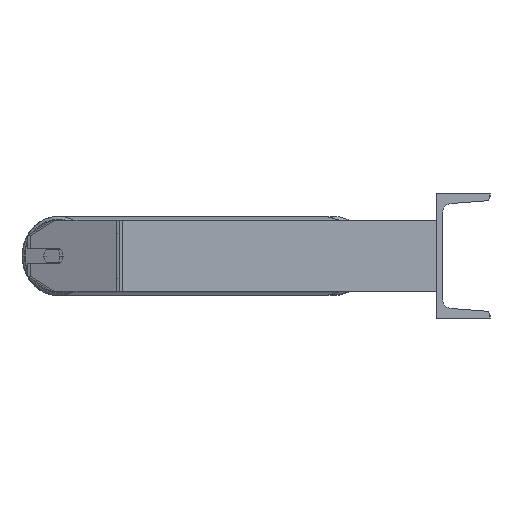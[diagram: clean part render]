
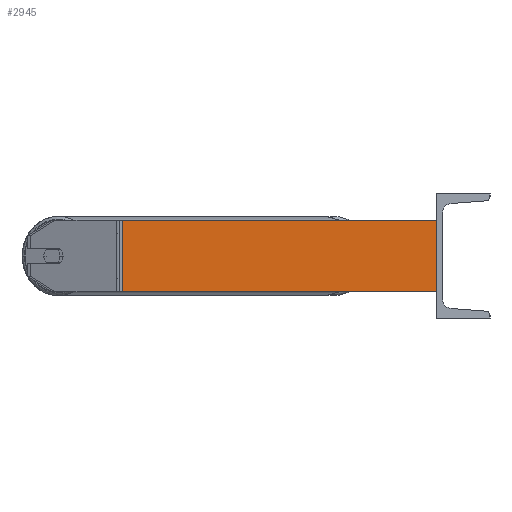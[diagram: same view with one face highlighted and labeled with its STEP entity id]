
A CAD part, left-side view. The second image highlights one B-rep face of the part: STEP entity #2945.
In plain terms, the highlighted planar face has unit normal (-1, 0, 0).
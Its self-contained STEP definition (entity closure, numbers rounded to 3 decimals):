
#705 = CARTESIAN_POINT ( 'NONE',  ( -1085., 356.611, 40. ) ) ;
#906 = VERTEX_POINT ( 'NONE', #6788 ) ;
#1033 = EDGE_CURVE ( 'NONE', #906, #3637, #2739, .T. ) ;
#2260 = EDGE_CURVE ( 'NONE', #6468, #906, #2364, .T. ) ;
#2339 = CARTESIAN_POINT ( 'NONE',  ( -1085., 356.611, 40. ) ) ;
#2363 = VECTOR ( 'NONE', #5282, 1000. ) ;
#2364 = LINE ( 'NONE', #5194, #2363 ) ;
#2445 = FACE_OUTER_BOUND ( 'NONE', #5607, .T. ) ;
#2739 = LINE ( 'NONE', #5522, #4397 ) ;
#2907 = DIRECTION ( 'NONE',  ( 0., -1., 0. ) ) ;
#2945 = ADVANCED_FACE ( 'NONE', ( #2445 ), #8631, .F. ) ;
#3099 = ORIENTED_EDGE ( 'NONE', *, *, #1033, .T. ) ;
#3624 = DIRECTION ( 'NONE',  ( 0., 0., -1. ) ) ;
#3637 = VERTEX_POINT ( 'NONE', #7478 ) ;
#3849 = ORIENTED_EDGE ( 'NONE', *, *, #6312, .F. ) ;
#4269 = AXIS2_PLACEMENT_3D ( 'NONE', #2339, #7878, #6615 ) ;
#4397 = VECTOR ( 'NONE', #8294, 1000. ) ;
#4844 = ORIENTED_EDGE ( 'NONE', *, *, #2260, .T. ) ;
#4858 = LINE ( 'NONE', #6229, #8975 ) ;
#5194 = CARTESIAN_POINT ( 'NONE',  ( -1085., 353.064, 40. ) ) ;
#5282 = DIRECTION ( 'NONE',  ( 0., 0., -1. ) ) ;
#5522 = CARTESIAN_POINT ( 'NONE',  ( -1085., 356.611, -40. ) ) ;
#5607 = EDGE_LOOP ( 'NONE', ( #3099, #3849, #6222, #4844 ) ) ;
#6222 = ORIENTED_EDGE ( 'NONE', *, *, #7584, .F. ) ;
#6229 = CARTESIAN_POINT ( 'NONE',  ( -1085., 0., 40. ) ) ;
#6312 = EDGE_CURVE ( 'NONE', #8611, #3637, #4858, .T. ) ;
#6405 = LINE ( 'NONE', #705, #7394 ) ;
#6468 = VERTEX_POINT ( 'NONE', #7989 ) ;
#6615 = DIRECTION ( 'NONE',  ( 0., 1., 0. ) ) ;
#6788 = CARTESIAN_POINT ( 'NONE',  ( -1085., 353.064, -40. ) ) ;
#7394 = VECTOR ( 'NONE', #2907, 1000. ) ;
#7478 = CARTESIAN_POINT ( 'NONE',  ( -1085., 0., -40. ) ) ;
#7584 = EDGE_CURVE ( 'NONE', #6468, #8611, #6405, .T. ) ;
#7878 = DIRECTION ( 'NONE',  ( 1., 0., 0. ) ) ;
#7989 = CARTESIAN_POINT ( 'NONE',  ( -1085., 353.064, 40. ) ) ;
#8294 = DIRECTION ( 'NONE',  ( 0., -1., 0. ) ) ;
#8315 = CARTESIAN_POINT ( 'NONE',  ( -1085., 0., 40. ) ) ;
#8611 = VERTEX_POINT ( 'NONE', #8315 ) ;
#8631 = PLANE ( 'NONE',  #4269 ) ;
#8975 = VECTOR ( 'NONE', #3624, 1000. ) ;
